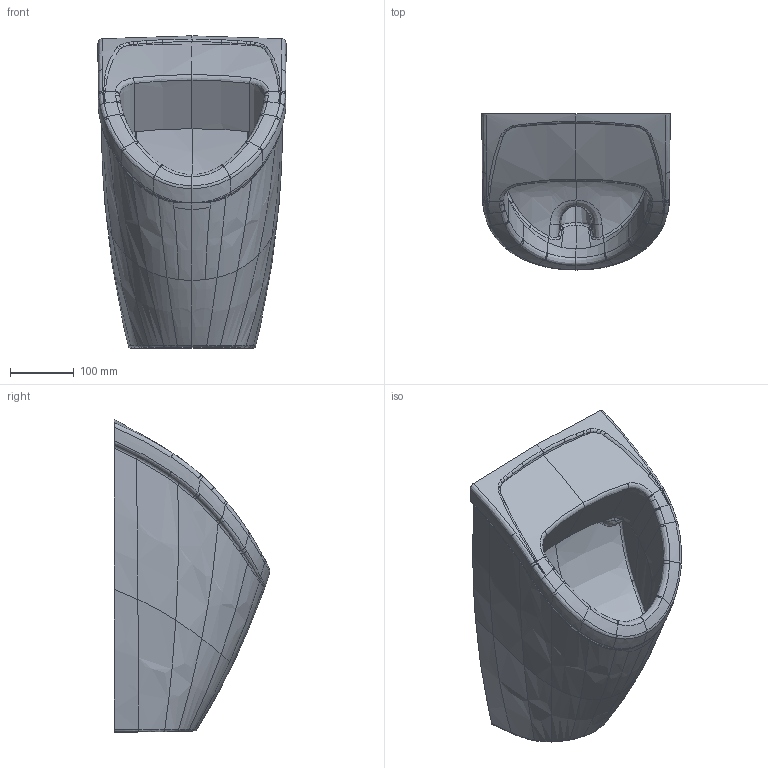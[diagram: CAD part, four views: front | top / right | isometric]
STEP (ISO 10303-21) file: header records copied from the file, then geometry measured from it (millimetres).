
FILE_DESCRIPTION(/* description */ (''),/* implementation_level */ '2;1');
FILE_NAME(/* name */ 'E00023902_000_1-03_PRT_U755700_Urinal_O.novo_Omnia_Classic_RP.stp',/* time_stamp */ '2022-01-28T14:58:20+01:00',/* author */ (''),/* organization */ (''),/* preprocessor_version */ 'ST-DEVELOPER v18.1',/* originating_system */ 'SIEMENS PLM Software NX 1973',/* authorisation */ '');
FILE_SCHEMA (('AUTOMOTIVE_DESIGN { 1 0 10303 214 3 1 1 1 }'));
Products named in the file (1): koeb0C242DA2facs
Bounding box: 295.68 x 245.03 x 490.92 mm (x, y, z)
Surface area: 884116.3 mm2 (no closed solid volume)
Topology: 0 solids, 1 shells, 632 faces, 1930 edges, 1276 vertices
Faces by surface type: bspline 446, cylinder 62, plane 54, extrusion 50, cone 16, revolution 4
Entity records: 39465 total; most frequent: CARTESIAN_POINT 27402, ORIENTED_EDGE 3780, B_SPLINE_CURVE_WITH_KNOTS 1947, EDGE_CURVE 1916, VERTEX_POINT 1276, ADVANCED_FACE 632, FACE_OUTER_BOUND 632, EDGE_LOOP 632
